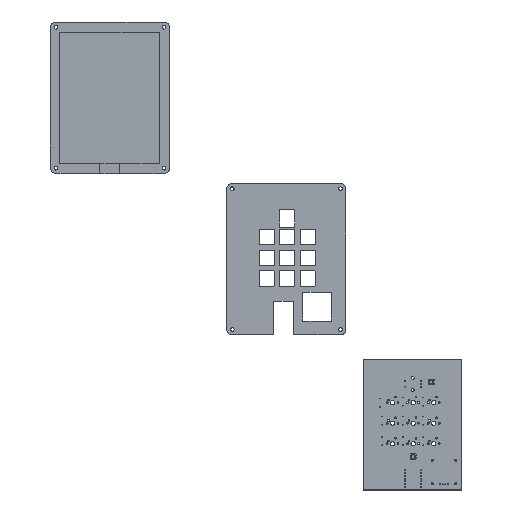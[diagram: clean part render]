
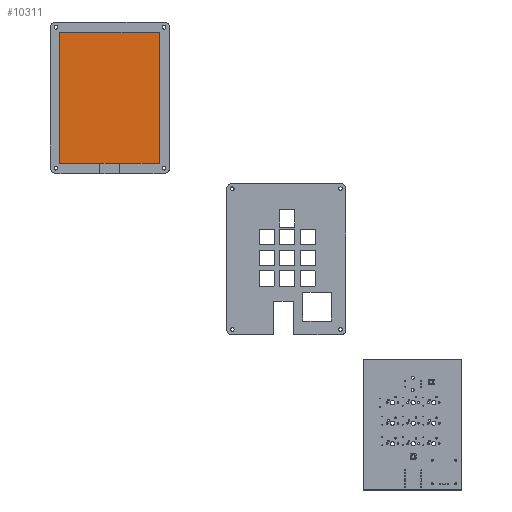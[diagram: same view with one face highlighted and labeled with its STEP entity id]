
A CAD part, top view. The second image highlights one B-rep face of the part: STEP entity #10311.
In plain terms, the highlighted planar face has unit normal (0, 0, 1).
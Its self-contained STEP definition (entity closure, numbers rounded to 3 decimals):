
#957=PLANE('',#10905);
#1349=FACE_OUTER_BOUND('',#1926,.T.);
#1926=EDGE_LOOP('',(#8710,#8711,#8712,#8713));
#2910=LINE('',#17788,#3776);
#2911=LINE('',#17790,#3777);
#2912=LINE('',#17792,#3778);
#2913=LINE('',#17793,#3779);
#3776=VECTOR('',#12612,10.);
#3777=VECTOR('',#12613,10.);
#3778=VECTOR('',#12614,10.);
#3779=VECTOR('',#12615,10.);
#5046=VERTEX_POINT('',#17786);
#5047=VERTEX_POINT('',#17787);
#5048=VERTEX_POINT('',#17789);
#5049=VERTEX_POINT('',#17791);
#6331=EDGE_CURVE('',#5046,#5047,#2910,.T.);
#6332=EDGE_CURVE('',#5048,#5046,#2911,.T.);
#6333=EDGE_CURVE('',#5049,#5048,#2912,.T.);
#6334=EDGE_CURVE('',#5047,#5049,#2913,.T.);
#8710=ORIENTED_EDGE('',*,*,#6331,.F.);
#8711=ORIENTED_EDGE('',*,*,#6332,.F.);
#8712=ORIENTED_EDGE('',*,*,#6333,.F.);
#8713=ORIENTED_EDGE('',*,*,#6334,.F.);
#10311=ADVANCED_FACE('',(#1349),#957,.T.);
#10905=AXIS2_PLACEMENT_3D('',#17785,#12610,#12611);
#12610=DIRECTION('center_axis',(0.,0.,1.));
#12611=DIRECTION('ref_axis',(1.,0.,0.));
#12612=DIRECTION('',(1.,0.,0.));
#12613=DIRECTION('',(0.,1.,0.));
#12614=DIRECTION('',(-1.,0.,0.));
#12615=DIRECTION('',(0.,-1.,0.));
#17785=CARTESIAN_POINT('Origin',(-46.144,60.725,3.));
#17786=CARTESIAN_POINT('',(-92.287,121.45,3.));
#17787=CARTESIAN_POINT('',(0.,121.45,3.));
#17788=CARTESIAN_POINT('',(-69.215,121.45,3.));
#17789=CARTESIAN_POINT('',(-92.287,0.,3.));
#17790=CARTESIAN_POINT('',(-92.287,30.363,3.));
#17791=CARTESIAN_POINT('',(0.,0.,3.));
#17792=CARTESIAN_POINT('',(-23.072,0.,3.));
#17793=CARTESIAN_POINT('',(0.,91.088,3.));
